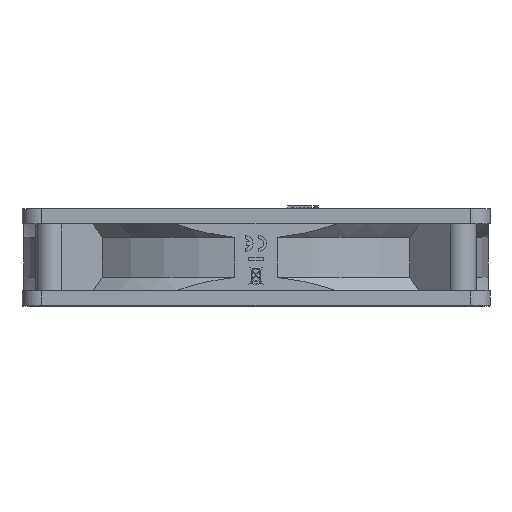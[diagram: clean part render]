
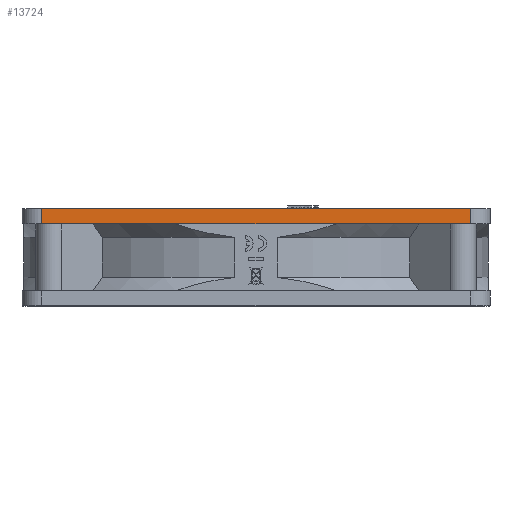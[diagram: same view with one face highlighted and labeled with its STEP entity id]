
A CAD part, front view. The second image highlights one B-rep face of the part: STEP entity #13724.
In plain terms, the highlighted planar face has unit normal (0, -1, 0).
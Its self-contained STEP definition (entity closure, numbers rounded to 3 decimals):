
#751=DIRECTION('',(0.,0.,1.));
#752=VECTOR('',#751,3.9);
#753=CARTESIAN_POINT('',(54.65,-59.65,20.95));
#754=LINE('',#753,#752);
#759=DIRECTION('',(1.,0.,0.));
#760=VECTOR('',#759,109.3);
#761=CARTESIAN_POINT('',(-54.65,-59.65,24.85));
#762=LINE('',#761,#760);
#767=DIRECTION('',(0.,0.,-1.));
#768=VECTOR('',#767,3.9);
#769=CARTESIAN_POINT('',(-54.65,-59.65,24.85));
#770=LINE('',#769,#768);
#8228=DIRECTION('',(1.,0.,0.));
#8229=VECTOR('',#8228,109.3);
#8230=CARTESIAN_POINT('',(-54.65,-59.65,20.95));
#8231=LINE('',#8230,#8229);
#10706=CARTESIAN_POINT('',(54.65,-59.65,20.95));
#10707=CARTESIAN_POINT('',(54.65,-59.65,24.85));
#10708=VERTEX_POINT('',#10706);
#10709=VERTEX_POINT('',#10707);
#10710=CARTESIAN_POINT('',(-54.65,-59.65,24.85));
#10711=CARTESIAN_POINT('',(-54.65,-59.65,20.95));
#10712=VERTEX_POINT('',#10710);
#10713=VERTEX_POINT('',#10711);
#13711=CARTESIAN_POINT('',(59.65,-59.65,-42.76));
#13712=DIRECTION('',(0.,-1.,0.));
#13713=DIRECTION('',(-1.,0.,0.));
#13714=AXIS2_PLACEMENT_3D('',#13711,#13712,#13713);
#13715=PLANE('',#13714);
#13717=ORIENTED_EDGE('',*,*,#13716,.F.);
#13718=ORIENTED_EDGE('',*,*,#13360,.T.);
#13719=ORIENTED_EDGE('',*,*,#13702,.F.);
#13721=ORIENTED_EDGE('',*,*,#13720,.F.);
#13722=EDGE_LOOP('',(#13717,#13718,#13719,#13721));
#13723=FACE_OUTER_BOUND('',#13722,.F.);
#13360=EDGE_CURVE('',#10712,#10709,#762,.T.);
#13702=EDGE_CURVE('',#10708,#10709,#754,.T.);
#13716=EDGE_CURVE('',#10712,#10713,#770,.T.);
#13720=EDGE_CURVE('',#10713,#10708,#8231,.T.);
#13724=ADVANCED_FACE('',(#13723),#13715,.T.);
